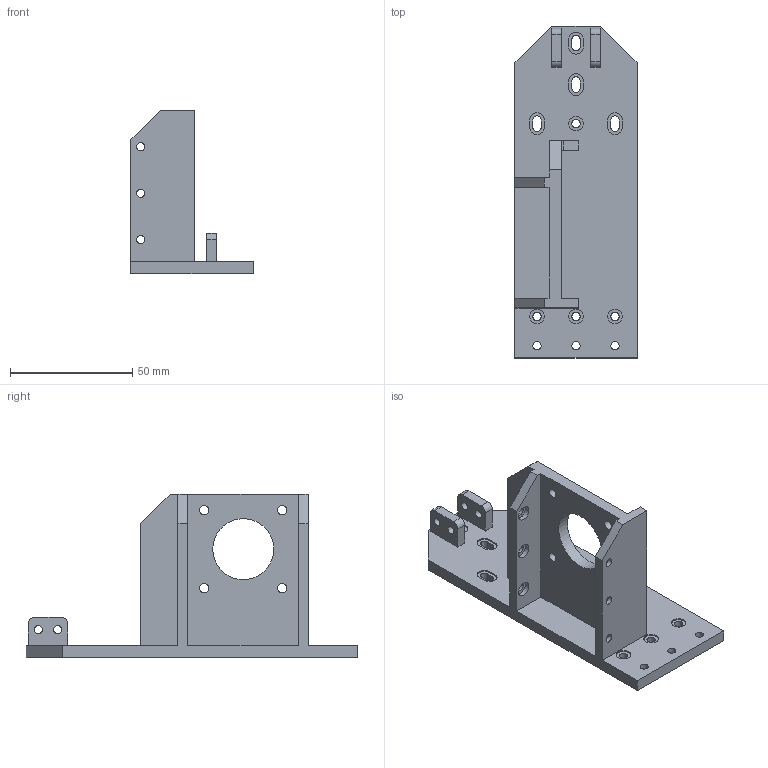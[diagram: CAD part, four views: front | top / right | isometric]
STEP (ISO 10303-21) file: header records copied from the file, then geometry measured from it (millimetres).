
FILE_DESCRIPTION(('FreeCAD Model'),'2;1');
FILE_NAME('ALBL_DirectDriveMount_Left_ZTunable.step','2019-06-23T21:57:11',('Author'),(''), 'Open CASCADE STEP processor 7.2','FreeCAD','Unknown');
FILE_SCHEMA(('AUTOMOTIVE_DESIGN { 1 0 10303 214 1 1 1 1 }'));
Length unit declared in the file: millimetre
Products named in the file (1): ALBL_DirectDriveMount_Left
Bounding box: 50 x 136 x 67 mm (x, y, z)
Volume: 59629.9 mm3; surface area: 29399.2 mm2
Topology: 1 solids, 1 shells, 159 faces, 430 edges, 292 vertices
Faces by surface type: plane 87, cylinder 72
Full cylindrical faces by diameter (mm): 3.4 x17, 3.8 x4, 6 x13, 25 x1
Entity records: 11123 total; most frequent: CARTESIAN_POINT 2414, DIRECTION 1658, LINE 970, VECTOR 970, ORIENTED_EDGE 860, PCURVE 860, DEFINITIONAL_REPRESENTATION 860, EDGE_CURVE 430
